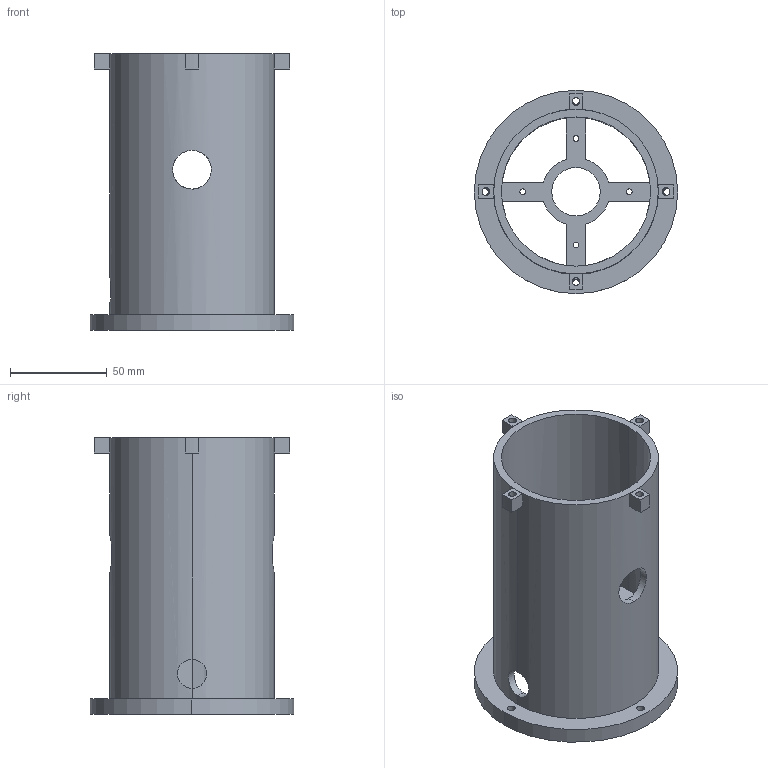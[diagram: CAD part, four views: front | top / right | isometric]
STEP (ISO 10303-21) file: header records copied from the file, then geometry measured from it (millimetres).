
FILE_DESCRIPTION (( 'STEP AP203' ), '1' );
FILE_NAME ('Base_Default_sldprt.STEP', '2025-12-22T21:32:44', ( '' ), ( '' ), 'SwSTEP 2.0', 'SolidWorks 2023', '' );
FILE_SCHEMA (( 'CONFIG_CONTROL_DESIGN' ));
Length unit declared in the file: millimetre
Products named in the file (1): Base_Default_sldprt
Bounding box: 105 x 105 x 143 mm (x, y, z)
Volume: 180060.7 mm3; surface area: 90157.9 mm2
Topology: 6 solids, 6 shells, 82 faces, 232 edges, 154 vertices
Faces by surface type: cylinder 52, plane 30
Entity records: 3405 total; most frequent: CARTESIAN_POINT 1063, DIRECTION 486, ORIENTED_EDGE 460, EDGE_CURVE 230, AXIS2_PLACEMENT_3D 189, VERTEX_POINT 152, EDGE_LOOP 116, LINE 108
